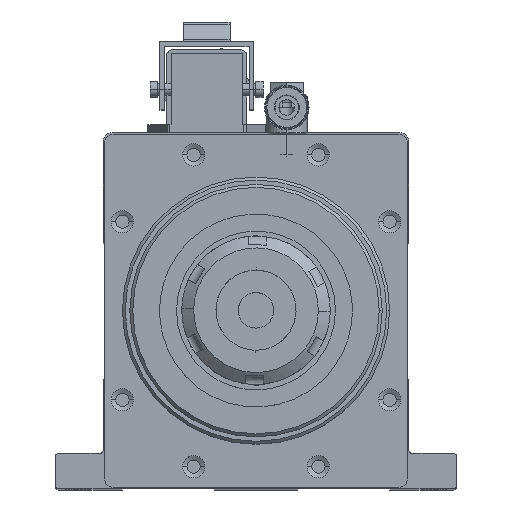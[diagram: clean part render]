
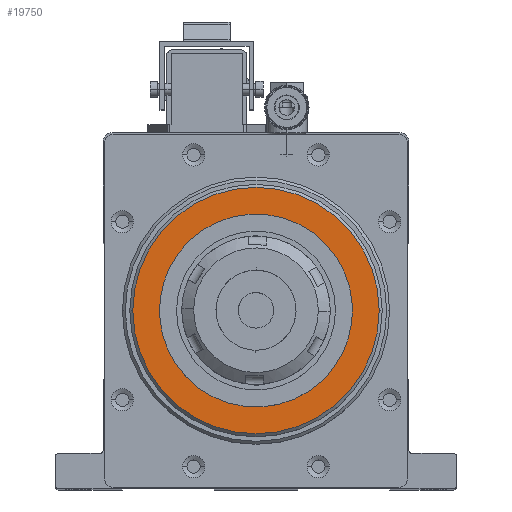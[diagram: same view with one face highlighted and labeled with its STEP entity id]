
A CAD part, top view. The second image highlights one B-rep face of the part: STEP entity #19750.
In plain terms, the highlighted planar face has unit normal (0, 0, 1).
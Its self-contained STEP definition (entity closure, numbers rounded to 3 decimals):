
#1369 = CARTESIAN_POINT ( 'NONE',  ( 0., 0., 48. ) ) ;
#1988 = CIRCLE ( 'NONE', #4083, 41.5 ) ;
#2606 = AXIS2_PLACEMENT_3D ( 'NONE', #1369, #20122, #15073 ) ;
#3050 = DIRECTION ( 'NONE',  ( 0., 0., -1. ) ) ;
#3324 = ORIENTED_EDGE ( 'NONE', *, *, #18637, .F. ) ;
#4083 = AXIS2_PLACEMENT_3D ( 'NONE', #8882, #12146, #12223 ) ;
#4777 = DIRECTION ( 'NONE',  ( -1., 0., 0. ) ) ;
#6939 = FACE_OUTER_BOUND ( 'NONE', #10139, .T. ) ;
#8120 = CARTESIAN_POINT ( 'NONE',  ( 0., 0., 48. ) ) ;
#8225 = PLANE ( 'NONE',  #2606 ) ;
#8573 = AXIS2_PLACEMENT_3D ( 'NONE', #8120, #3050, #4777 ) ;
#8882 = CARTESIAN_POINT ( 'NONE',  ( 0., 0., 48. ) ) ;
#10139 = EDGE_LOOP ( 'NONE', ( #3324, #12644 ) ) ;
#12146 = DIRECTION ( 'NONE',  ( 0., 0., -1. ) ) ;
#12223 = DIRECTION ( 'NONE',  ( -1., 0., 0. ) ) ;
#12644 = ORIENTED_EDGE ( 'NONE', *, *, #21527, .F. ) ;
#13404 = VERTEX_POINT ( 'NONE', #19852 ) ;
#15073 = DIRECTION ( 'NONE',  ( 1., 0., 0. ) ) ;
#18637 = EDGE_CURVE ( 'NONE', #19437, #13404, #19291, .T. ) ;
#19116 = CARTESIAN_POINT ( 'NONE',  ( -41.5, 0., 48. ) ) ;
#19291 = CIRCLE ( 'NONE', #8573, 41.5 ) ;
#19437 = VERTEX_POINT ( 'NONE', #19116 ) ;
#19750 = ADVANCED_FACE ( 'N', ( #6939 ), #8225, .T. ) ;
#19852 = CARTESIAN_POINT ( 'NONE',  ( 41.5, 0., 48. ) ) ;
#20122 = DIRECTION ( 'NONE',  ( 0., 0., 1. ) ) ;
#21527 = EDGE_CURVE ( 'NONE', #13404, #19437, #1988, .T. ) ;
